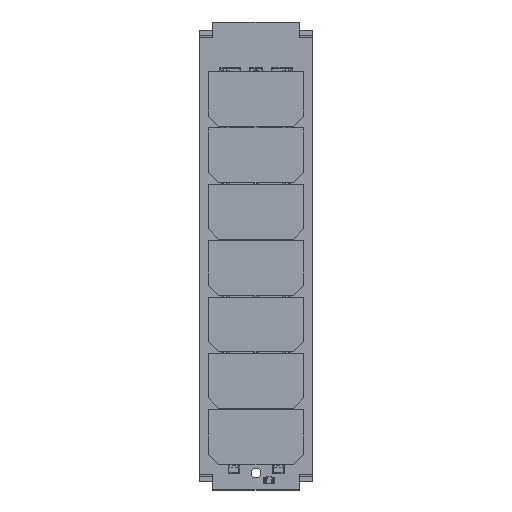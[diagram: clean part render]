
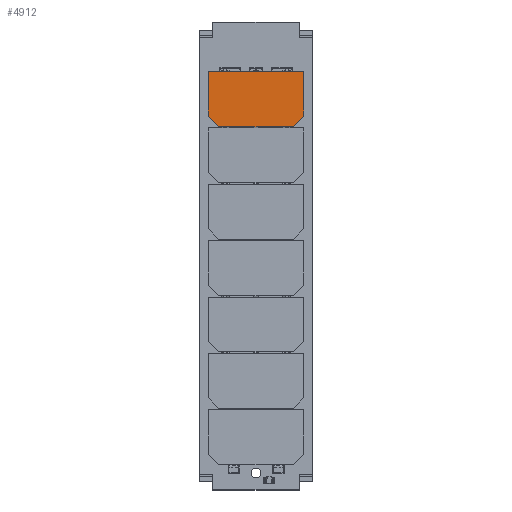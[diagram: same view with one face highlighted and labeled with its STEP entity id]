
A CAD part, top view. The second image highlights one B-rep face of the part: STEP entity #4912.
In plain terms, the highlighted face is planar.
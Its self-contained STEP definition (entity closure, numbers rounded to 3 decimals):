
#1799 = CARTESIAN_POINT ( 'NONE',  ( -34.557, 0.4, 0. ) ) ;
#1806 = PLANE ( 'NONE',  #26995 ) ;
#1811 = DIRECTION ( 'NONE',  ( 0., 1., 0. ) ) ;
#1812 = DIRECTION ( 'NONE',  ( 0., 0., 1. ) ) ;
#1846 = CARTESIAN_POINT ( 'NONE',  ( -34.557, 0.4, 0. ) ) ;
#1847 = DIRECTION ( 'NONE',  ( 0., 0., 1. ) ) ;
#1849 = CARTESIAN_POINT ( 'NONE',  ( -26.962, 0.4, 39.7 ) ) ;
#1850 = DIRECTION ( 'NONE',  ( 0.707, 0., 0.707 ) ) ;
#1886 = CARTESIAN_POINT ( 'NONE',  ( 26.962, 0.4, 39.7 ) ) ;
#1887 = DIRECTION ( 'NONE',  ( 0.707, 0., -0.707 ) ) ;
#1888 = CARTESIAN_POINT ( 'NONE',  ( -34.557, 0.4, 32.106 ) ) ;
#1894 = DIRECTION ( 'NONE',  ( 1., 0., 0. ) ) ;
#4912 = ADVANCED_FACE ( 'NONE', ( #26304 ), #1806, .T. ) ;
#5252 = CARTESIAN_POINT ( 'NONE',  ( 26.962, 0.4, 39.7 ) ) ;
#5379 = CARTESIAN_POINT ( 'NONE',  ( -34.557, 0.4, 0. ) ) ;
#5397 = CARTESIAN_POINT ( 'NONE',  ( 34.557, 0.4, 32.106 ) ) ;
#5486 = CARTESIAN_POINT ( 'NONE',  ( -34.557, 0.4, 32.106 ) ) ;
#5509 = CARTESIAN_POINT ( 'NONE',  ( 34.557, 0.4, 0. ) ) ;
#6108 = CARTESIAN_POINT ( 'NONE',  ( 34.557, 0.4, 0. ) ) ;
#6119 = DIRECTION ( 'NONE',  ( -1., 0., 0. ) ) ;
#6188 = CARTESIAN_POINT ( 'NONE',  ( 34.557, 0.4, 32.106 ) ) ;
#6201 = DIRECTION ( 'NONE',  ( 0., 0., -1. ) ) ;
#15598 = EDGE_CURVE ( 'NONE', #18958, #19622, #28804, .T. ) ;
#15601 = EDGE_CURVE ( 'NONE', #19967, #36797, #28801, .T. ) ;
#15602 = EDGE_CURVE ( 'NONE', #19502, #19967, #28812, .T. ) ;
#15604 = EDGE_CURVE ( 'NONE', #36797, #18958, #28803, .T. ) ;
#15636 = EDGE_CURVE ( 'NONE', #20123, #19502, #28862, .T. ) ;
#15659 = EDGE_CURVE ( 'NONE', #19622, #20123, #28912, .T. ) ;
#18958 = VERTEX_POINT ( 'NONE', #5252 ) ;
#19502 = VERTEX_POINT ( 'NONE', #5379 ) ;
#19620 = ORIENTED_EDGE ( 'NONE', *, *, #15659, .T. ) ;
#19622 = VERTEX_POINT ( 'NONE', #5397 ) ;
#19623 = ORIENTED_EDGE ( 'NONE', *, *, #15604, .T. ) ;
#19625 = ORIENTED_EDGE ( 'NONE', *, *, #15598, .T. ) ;
#19696 = ORIENTED_EDGE ( 'NONE', *, *, #15602, .T. ) ;
#19967 = VERTEX_POINT ( 'NONE', #5486 ) ;
#20082 = ORIENTED_EDGE ( 'NONE', *, *, #15636, .T. ) ;
#20123 = VERTEX_POINT ( 'NONE', #5509 ) ;
#20257 = ORIENTED_EDGE ( 'NONE', *, *, #15601, .T. ) ;
#26304 = FACE_OUTER_BOUND ( 'NONE', #36156, .T. ) ;
#26995 = AXIS2_PLACEMENT_3D ( 'NONE', #1799, #1811, #1812 ) ;
#28801 = LINE ( 'NONE', #1888, #28810 ) ;
#28803 = LINE ( 'NONE', #1849, #28816 ) ;
#28804 = LINE ( 'NONE', #1886, #28805 ) ;
#28805 = VECTOR ( 'NONE', #1887, 1000. ) ;
#28810 = VECTOR ( 'NONE', #1850, 1000. ) ;
#28812 = LINE ( 'NONE', #1846, #28813 ) ;
#28813 = VECTOR ( 'NONE', #1847, 1000. ) ;
#28816 = VECTOR ( 'NONE', #1894, 1000. ) ;
#28862 = LINE ( 'NONE', #6108, #28873 ) ;
#28873 = VECTOR ( 'NONE', #6119, 1000. ) ;
#28912 = LINE ( 'NONE', #6188, #28914 ) ;
#28914 = VECTOR ( 'NONE', #6201, 1000. ) ;
#30345 = CARTESIAN_POINT ( 'NONE',  ( -26.962, 0.4, 39.7 ) ) ;
#36156 = EDGE_LOOP ( 'NONE', ( #20082, #19696, #20257, #19623, #19625, #19620 ) ) ;
#36797 = VERTEX_POINT ( 'NONE', #30345 ) ;
